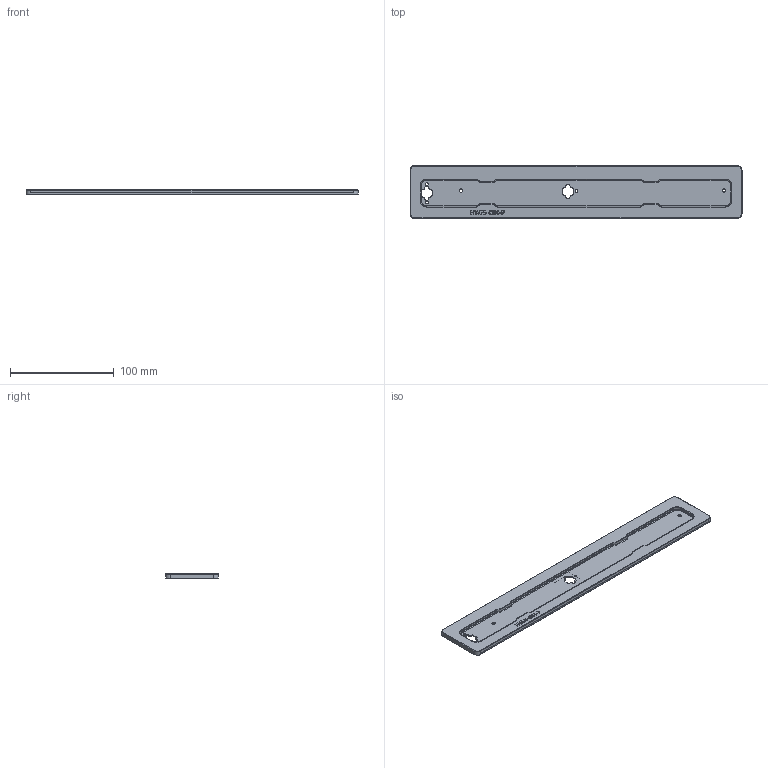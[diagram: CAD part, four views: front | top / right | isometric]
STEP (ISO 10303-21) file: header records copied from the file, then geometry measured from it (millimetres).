
FILE_DESCRIPTION(/* description */ (''),/* implementation_level */ '2;1');
FILE_NAME(/* name */ '基础款盖子.step',/* time_stamp */ '2022-09-12T20:48:01+08:00',/* author */ (''),/* organization */ (''),/* preprocessor_version */ 'ST-DEVELOPER v19',/* originating_system */ 'Autodesk Translation Framework v11.7.0.108',/* authorisation */ '');
FILE_SCHEMA (('AUTOMOTIVE_DESIGN { 1 0 10303 214 3 1 1 }'));
Length unit declared in the file: millimetre
Products named in the file (1): 基础款盖子
Bounding box: 320.65 x 51 x 4.5 mm (x, y, z)
Volume: 47765.1 mm3; surface area: 37568.4 mm2
Topology: 1 solids, 1 shells, 339 faces, 872 edges, 549 vertices
Faces by surface type: plane 166, cylinder 103, torus 44, bspline 18, cone 8
Full cylindrical faces by diameter (mm): 2.8 x3, 3 x1, 3.3 x1
Entity records: 10560 total; most frequent: CARTESIAN_POINT 2177, ORIENTED_EDGE 1744, DIRECTION 1743, EDGE_CURVE 872, AXIS2_PLACEMENT_3D 587, LINE 569, VECTOR 569, VERTEX_POINT 549
